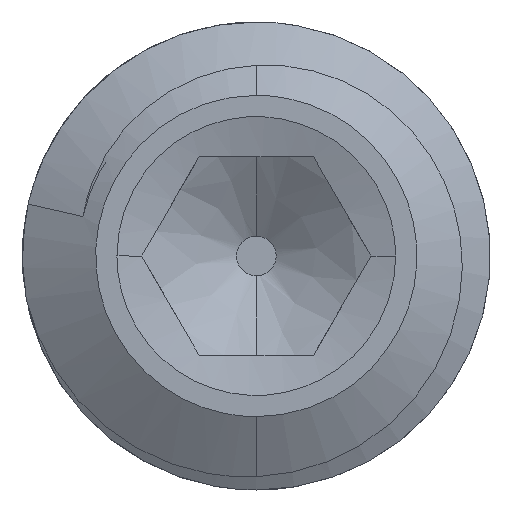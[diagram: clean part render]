
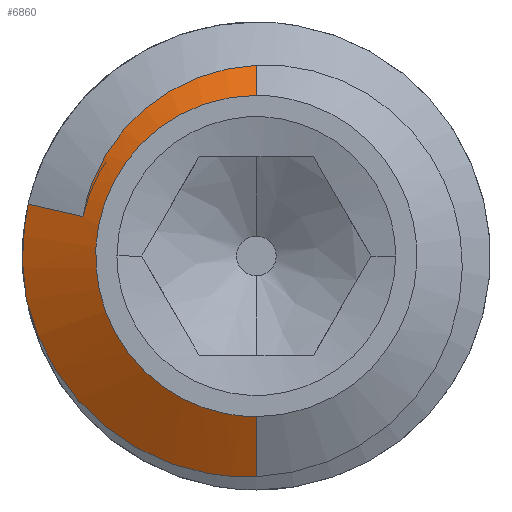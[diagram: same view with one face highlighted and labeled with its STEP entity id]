
A CAD part, front view. The second image highlights one B-rep face of the part: STEP entity #6860.
In plain terms, the highlighted free-form (B-spline) face has degree [2, 1] with [5, 2] control points.
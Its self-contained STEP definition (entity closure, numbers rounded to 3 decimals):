
#282 = VERTEX_POINT('',#283);
#283 = CARTESIAN_POINT('',(0.,0.,
    -5.679));
#284 = VERTEX_POINT('',#285);
#285 = CARTESIAN_POINT('',(0.,0.,5.679));
#293 = EDGE_CURVE('',#282,#294,#296,.T.);
#294 = VERTEX_POINT('',#295);
#295 = CARTESIAN_POINT('',(0.,1.228,
    -7.805));
#296 = B_SPLINE_CURVE_WITH_KNOTS('',1,(#297,#298),.UNSPECIFIED.,.F.,.F.,
  (2,2),(0.,1.751),.PIECEWISE_BEZIER_KNOTS.);
#297 = CARTESIAN_POINT('',(0.,0.,
    -5.679));
#298 = CARTESIAN_POINT('',(0.,1.228,
    -7.805));
#301 = VERTEX_POINT('',#302);
#302 = CARTESIAN_POINT('',(0.,0.615,
    6.744));
#343 = EDGE_CURVE('',#284,#301,#344,.T.);
#344 = B_SPLINE_CURVE_WITH_KNOTS('',1,(#345,#346),.UNSPECIFIED.,.F.,.F.,
  (2,2),(0.,0.877),.PIECEWISE_BEZIER_KNOTS.);
#345 = CARTESIAN_POINT('',(0.,0.,5.679));
#346 = CARTESIAN_POINT('',(0.,0.615,6.744));
#2359 = EDGE_CURVE('',#301,#2360,#2362,.T.);
#2360 = VERTEX_POINT('',#2361);
#2361 = CARTESIAN_POINT('',(-6.132,0.353,
    1.397));
#2362 = B_SPLINE_CURVE_WITH_KNOTS('',3,(#2363,#2364,#2365,#2366,#2367,
    #2368,#2369,#2370,#2371,#2372,#2373,#2374,#2375,#2376,#2377,#2378,
    #2379,#2380),.UNSPECIFIED.,.F.,.F.,(4,2,2,2,2,2,2,2,4),(
    0.025,0.026,0.027,
    0.028,0.028,0.029,
    0.03,0.031,0.031),
  .UNSPECIFIED.);
#2363 = CARTESIAN_POINT('',(0.,0.615,
    6.744));
#2364 = CARTESIAN_POINT('',(-0.366,0.605,
    6.726));
#2365 = CARTESIAN_POINT('',(-0.734,0.594,
    6.677));
#2366 = CARTESIAN_POINT('',(-1.447,0.573,
    6.522));
#2367 = CARTESIAN_POINT('',(-1.795,0.562,
    6.416));
#2368 = CARTESIAN_POINT('',(-2.474,0.54,
    6.145));
#2369 = CARTESIAN_POINT('',(-2.806,0.529,
    5.979));
#2370 = CARTESIAN_POINT('',(-3.431,0.507,
    5.6));
#2371 = CARTESIAN_POINT('',(-3.726,0.497,
    5.386));
#2372 = CARTESIAN_POINT('',(-4.279,0.475,
    4.909));
#2373 = CARTESIAN_POINT('',(-4.539,0.464,
    4.643));
#2374 = CARTESIAN_POINT('',(-5.003,0.442,
    4.078));
#2375 = CARTESIAN_POINT('',(-5.209,0.431,
    3.778));
#2376 = CARTESIAN_POINT('',(-5.571,0.408,
    3.143));
#2377 = CARTESIAN_POINT('',(-5.726,0.397,2.806)
  );
#2378 = CARTESIAN_POINT('',(-5.975,0.375,2.115
    ));
#2379 = CARTESIAN_POINT('',(-6.069,0.364,1.761
    ));
#2380 = CARTESIAN_POINT('',(-6.132,0.353,
    1.397));
#2665 = VERTEX_POINT('',#2666);
#2666 = CARTESIAN_POINT('',(-8.131,1.498,
    -1.525));
#2678 = EDGE_CURVE('',#2665,#294,#2679,.T.);
#2679 = B_SPLINE_CURVE_WITH_KNOTS('',3,(#2680,#2681,#2682,#2683,#2684,
    #2685,#2686,#2687,#2688,#2689,#2690,#2691,#2692,#2693,#2694,#2695,
    #2696,#2697),.UNSPECIFIED.,.F.,.F.,(4,2,2,2,2,2,2,2,4),(
    0.001,0.002,0.003,
    0.004,0.005,0.006,
    0.007,0.008,0.009),
  .UNSPECIFIED.);
#2680 = CARTESIAN_POINT('',(-8.131,1.498,
    -1.525));
#2681 = CARTESIAN_POINT('',(-8.027,1.487,
    -1.977));
#2682 = CARTESIAN_POINT('',(-7.884,1.476,
    -2.424));
#2683 = CARTESIAN_POINT('',(-7.525,1.454,
    -3.285));
#2684 = CARTESIAN_POINT('',(-7.311,1.443,
    -3.695));
#2685 = CARTESIAN_POINT('',(-6.815,1.421,
    -4.475));
#2686 = CARTESIAN_POINT('',(-6.531,1.41,
    -4.848));
#2687 = CARTESIAN_POINT('',(-5.903,1.387,
    -5.538));
#2688 = CARTESIAN_POINT('',(-5.563,1.376,
    -5.853));
#2689 = CARTESIAN_POINT('',(-4.832,1.353,
    -6.421));
#2690 = CARTESIAN_POINT('',(-4.439,1.342,
    -6.677));
#2691 = CARTESIAN_POINT('',(-3.614,1.32,
    -7.113));
#2692 = CARTESIAN_POINT('',(-3.188,1.308,
    -7.292));
#2693 = CARTESIAN_POINT('',(-2.307,1.285,
    -7.575));
#2694 = CARTESIAN_POINT('',(-1.849,1.274,
    -7.679));
#2695 = CARTESIAN_POINT('',(-0.925,1.25,
    -7.803));
#2696 = CARTESIAN_POINT('',(-0.463,1.239,-7.824
    ));
#2697 = CARTESIAN_POINT('',(0.,1.228,
    -7.805));
#4746 = VERTEX_POINT('',#4747);
#4747 = CARTESIAN_POINT('',(-8.067,1.498,
    1.834));
#4786 = EDGE_CURVE('',#2360,#4746,#4787,.T.);
#4787 = B_SPLINE_CURVE_WITH_KNOTS('',3,(#4788,#4789,#4790,#4791,#4792,
    #4793,#4794,#4795,#4796,#4797),.UNSPECIFIED.,.F.,.F.,(4,3,3,4),(
    0.,0.,0.001,
    0.002),.UNSPECIFIED.);
#4788 = CARTESIAN_POINT('',(-6.132,0.353,
    1.397));
#4789 = CARTESIAN_POINT('',(-6.312,0.459,
    1.437));
#4790 = CARTESIAN_POINT('',(-6.491,0.565,
    1.477));
#4791 = CARTESIAN_POINT('',(-6.671,0.671,
    1.517));
#4792 = CARTESIAN_POINT('',(-6.85,0.777,
    1.557));
#4793 = CARTESIAN_POINT('',(-7.029,0.883,
    1.598));
#4794 = CARTESIAN_POINT('',(-7.209,0.989,
    1.638));
#4795 = CARTESIAN_POINT('',(-7.495,1.159,
    1.703));
#4796 = CARTESIAN_POINT('',(-7.781,1.328,1.768
    ));
#4797 = CARTESIAN_POINT('',(-8.067,1.498,
    1.834));
#6847 = EDGE_CURVE('',#4746,#2665,#6848,.T.);
#6848 = ( BOUNDED_CURVE() B_SPLINE_CURVE(2,(#6849,#6850,#6851),
.UNSPECIFIED.,.F.,.F.) B_SPLINE_CURVE_WITH_KNOTS((3,3),(1.347,
1.756),.PIECEWISE_BEZIER_KNOTS.) CURVE() 
GEOMETRIC_REPRESENTATION_ITEM() RATIONAL_B_SPLINE_CURVE((1.,
0.979,1.)) REPRESENTATION_ITEM('') );
#6849 = CARTESIAN_POINT('',(-8.067,1.498,1.834
    ));
#6850 = CARTESIAN_POINT('',(-8.447,1.498,
    0.161));
#6851 = CARTESIAN_POINT('',(-8.131,1.498,
    -1.525));
#6860 = ADVANCED_FACE('',(#6861),#6877,.T.);
#6861 = FACE_BOUND('',#6862,.T.);
#6862 = EDGE_LOOP('',(#6863,#6864,#6872,#6873,#6874,#6875,#6876));
#6863 = ORIENTED_EDGE('',*,*,#293,.F.);
#6864 = ORIENTED_EDGE('',*,*,#6865,.F.);
#6865 = EDGE_CURVE('',#284,#282,#6866,.T.);
#6866 = ( BOUNDED_CURVE() B_SPLINE_CURVE(2,(#6867,#6868,#6869,#6870,
#6871),.UNSPECIFIED.,.F.,.F.) B_SPLINE_CURVE_WITH_KNOTS((3,2,3),(
    3.142,4.712,6.283),
.PIECEWISE_BEZIER_KNOTS.) CURVE() GEOMETRIC_REPRESENTATION_ITEM() 
RATIONAL_B_SPLINE_CURVE((1.,0.707,1.,0.707,1.)) 
REPRESENTATION_ITEM('') );
#6867 = CARTESIAN_POINT('',(0.,0.,
    5.679));
#6868 = CARTESIAN_POINT('',(-5.679,0.,
    5.679));
#6869 = CARTESIAN_POINT('',(-5.679,0.,
    0.));
#6870 = CARTESIAN_POINT('',(-5.679,0.,
    -5.679));
#6871 = CARTESIAN_POINT('',(0.,0.,
    -5.679));
#6872 = ORIENTED_EDGE('',*,*,#343,.T.);
#6873 = ORIENTED_EDGE('',*,*,#2359,.T.);
#6874 = ORIENTED_EDGE('',*,*,#4786,.T.);
#6875 = ORIENTED_EDGE('',*,*,#6847,.T.);
#6876 = ORIENTED_EDGE('',*,*,#2678,.T.);
#6877 = ( BOUNDED_SURFACE() B_SPLINE_SURFACE(2,1,(
    (#6878,#6879)
    ,(#6880,#6881)
    ,(#6882,#6883)
    ,(#6884,#6885)
    ,(#6886,#6887
)),.UNSPECIFIED.,.F.,.F.,.F.) B_SPLINE_SURFACE_WITH_KNOTS((3,2,3),(2,2),
  (3.142,4.712,6.283),(0.,2.136),
.PIECEWISE_BEZIER_KNOTS.) GEOMETRIC_REPRESENTATION_ITEM() 
RATIONAL_B_SPLINE_SURFACE((
    (1.,1.)
    ,(0.707,0.707)
    ,(1.,1.)
    ,(0.707,0.707)
,(1.,1.))) REPRESENTATION_ITEM('') SURFACE() );
#6878 = CARTESIAN_POINT('',(0.,0.,
    -5.679));
#6879 = CARTESIAN_POINT('',(0.,1.498,
    -8.273));
#6880 = CARTESIAN_POINT('',(-5.679,0.,
    -5.679));
#6881 = CARTESIAN_POINT('',(-8.273,1.498,
    -8.273));
#6882 = CARTESIAN_POINT('',(-5.679,0.,
    0.));
#6883 = CARTESIAN_POINT('',(-8.273,1.498,
    0.));
#6884 = CARTESIAN_POINT('',(-5.679,0.,
    5.679));
#6885 = CARTESIAN_POINT('',(-8.273,1.498,
    8.273));
#6886 = CARTESIAN_POINT('',(0.,0.,
    5.679));
#6887 = CARTESIAN_POINT('',(0.,1.498,
    8.273));
